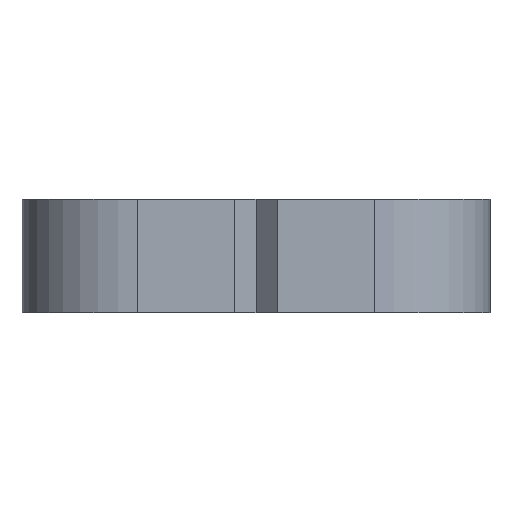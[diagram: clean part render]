
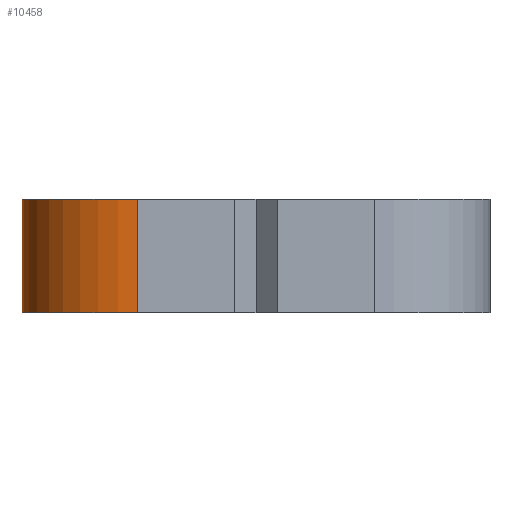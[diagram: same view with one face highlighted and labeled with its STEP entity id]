
A CAD part, left-side view. The second image highlights one B-rep face of the part: STEP entity #10458.
In plain terms, the highlighted cylindrical face has radius 6.2 mm (diameter 12.4 mm), a partial arc.
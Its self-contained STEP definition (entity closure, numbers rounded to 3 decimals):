
#258 = EDGE_CURVE ( 'NONE', #3058, #1793, #7714, .T. ) ;
#347 = EDGE_CURVE ( 'NONE', #14168, #3058, #7370, .T. ) ;
#419 = EDGE_CURVE ( 'NONE', #14168, #3910, #7167, .T. ) ;
#1630 = DIRECTION ( 'NONE',  ( 0., 0., 1. ) ) ;
#1793 = VERTEX_POINT ( 'NONE', #11675 ) ;
#2697 = ORIENTED_EDGE ( 'NONE', *, *, #10377, .F. ) ;
#2747 = CARTESIAN_POINT ( 'NONE',  ( -19.05, 6.35, 3.05 ) ) ;
#2844 = ORIENTED_EDGE ( 'NONE', *, *, #419, .T. ) ;
#3058 = VERTEX_POINT ( 'NONE', #3930 ) ;
#3906 = DIRECTION ( 'NONE',  ( 1., 0., 0. ) ) ;
#3910 = VERTEX_POINT ( 'NONE', #14076 ) ;
#3930 = CARTESIAN_POINT ( 'NONE',  ( -19.05, 12.55, -3.05 ) ) ;
#4391 = CARTESIAN_POINT ( 'NONE',  ( -25.25, 6.35, -59.444 ) ) ;
#5811 = ORIENTED_EDGE ( 'NONE', *, *, #347, .F. ) ;
#5965 = ORIENTED_EDGE ( 'NONE', *, *, #258, .F. ) ;
#6623 = CARTESIAN_POINT ( 'NONE',  ( -19.05, 6.35, -3.05 ) ) ;
#7167 = LINE ( 'NONE', #4391, #7255 ) ;
#7255 = VECTOR ( 'NONE', #12492, 1000. ) ;
#7370 = CIRCLE ( 'NONE', #7876, 6.2 ) ;
#7446 = AXIS2_PLACEMENT_3D ( 'NONE', #7507, #13186, #14318 ) ;
#7507 = CARTESIAN_POINT ( 'NONE',  ( -19.05, 6.35, -59.444 ) ) ;
#7538 = AXIS2_PLACEMENT_3D ( 'NONE', #2747, #10934, #3906 ) ;
#7672 = VECTOR ( 'NONE', #1630, 1000. ) ;
#7714 = LINE ( 'NONE', #13152, #7672 ) ;
#7808 = DIRECTION ( 'NONE',  ( 1., 0., 0. ) ) ;
#7876 = AXIS2_PLACEMENT_3D ( 'NONE', #6623, #14602, #7808 ) ;
#10377 = EDGE_CURVE ( 'NONE', #1793, #3910, #14452, .T. ) ;
#10458 = ADVANCED_FACE ( 'NONE', ( #14362 ), #14205, .T. ) ;
#10552 = CARTESIAN_POINT ( 'NONE',  ( -25.25, 6.35, -3.05 ) ) ;
#10934 = DIRECTION ( 'NONE',  ( 0., 0., 1. ) ) ;
#11213 = EDGE_LOOP ( 'NONE', ( #5965, #5811, #2844, #2697 ) ) ;
#11675 = CARTESIAN_POINT ( 'NONE',  ( -19.05, 12.55, 3.05 ) ) ;
#12492 = DIRECTION ( 'NONE',  ( 0., 0., 1. ) ) ;
#13152 = CARTESIAN_POINT ( 'NONE',  ( -19.05, 12.55, -59.444 ) ) ;
#13186 = DIRECTION ( 'NONE',  ( 0., 0., 1. ) ) ;
#14076 = CARTESIAN_POINT ( 'NONE',  ( -25.25, 6.35, 3.05 ) ) ;
#14168 = VERTEX_POINT ( 'NONE', #10552 ) ;
#14205 = CYLINDRICAL_SURFACE ( 'NONE', #7446, 6.2 ) ;
#14318 = DIRECTION ( 'NONE',  ( 1., 0., 0. ) ) ;
#14362 = FACE_OUTER_BOUND ( 'NONE', #11213, .T. ) ;
#14452 = CIRCLE ( 'NONE', #7538, 6.2 ) ;
#14602 = DIRECTION ( 'NONE',  ( 0., 0., -1. ) ) ;
